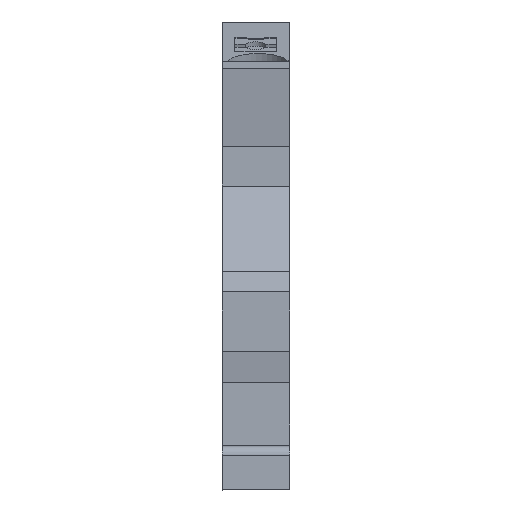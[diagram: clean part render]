
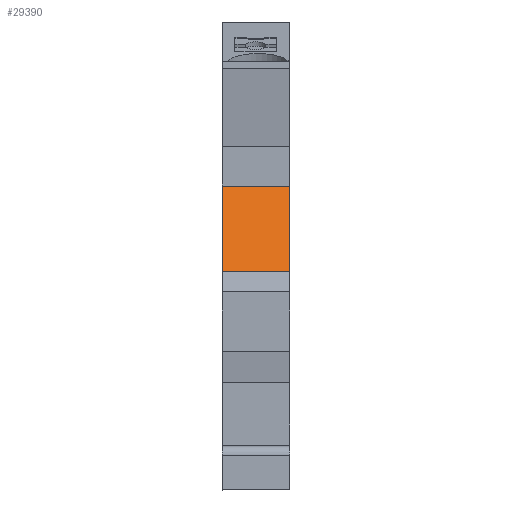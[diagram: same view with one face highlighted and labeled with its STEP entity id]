
A CAD part, front view. The second image highlights one B-rep face of the part: STEP entity #29390.
In plain terms, the highlighted face is planar.
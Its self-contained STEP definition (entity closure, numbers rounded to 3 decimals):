
#3140=CARTESIAN_POINT('',(-97.771,29.664,
0.95));
#3150=VERTEX_POINT('',#3140);
#3180=CARTESIAN_POINT('',(-103.649,15.816,
0.95));
#3190=DIRECTION('',(-0.391,-0.921,
0.));
#3200=VECTOR('',#3190,1.);
#3210=LINE('',#3180,#3200);
#3220=CARTESIAN_POINT('',(-94.479,37.419,
0.95));
#3230=VERTEX_POINT('',#3220);
#3240=EDGE_CURVE('',#3230,#3150,#3210,.T.);
#16230=CARTESIAN_POINT('',(-94.479,37.419,
-5.2));
#16240=VERTEX_POINT('',#16230);
#16270=CARTESIAN_POINT('',(-103.649,15.816,
-5.2));
#16280=DIRECTION('',(-0.391,-0.921,
0.));
#16290=VECTOR('',#16280,1.);
#16300=LINE('',#16270,#16290);
#16310=CARTESIAN_POINT('',(-97.771,29.664,
-5.2));
#16320=VERTEX_POINT('',#16310);
#16330=EDGE_CURVE('',#16240,#16320,#16300,.T.);
#29180=CARTESIAN_POINT('',(-97.771,29.664,
0.95));
#29190=DIRECTION('',(0.921,-0.391,
0.));
#29200=DIRECTION('',(-0.391,-0.921,
0.));
#29210=AXIS2_PLACEMENT_3D('',#29180,#29190,#29200);
#29220=PLANE('',#29210);
#29230=ORIENTED_EDGE('',*,*,#3240,.F.);
#29240=CARTESIAN_POINT('',(-97.771,29.664,
0.95));
#29250=DIRECTION('',(0.,0.,-1.));
#29260=VECTOR('',#29250,1.);
#29270=LINE('',#29240,#29260);
#29280=EDGE_CURVE('',#3150,#16320,#29270,.T.);
#29290=ORIENTED_EDGE('',*,*,#29280,.F.);
#29300=ORIENTED_EDGE('',*,*,#16330,.T.);
#29310=CARTESIAN_POINT('',(-94.479,37.419,
0.95));
#29320=DIRECTION('',(0.,0.,-1.));
#29330=VECTOR('',#29320,1.);
#29340=LINE('',#29310,#29330);
#29350=EDGE_CURVE('',#3230,#16240,#29340,.T.);
#29360=ORIENTED_EDGE('',*,*,#29350,.T.);
#29370=EDGE_LOOP('',(#29360,#29300,#29290,#29230));
#29380=FACE_OUTER_BOUND('',#29370,.T.);
#29390=ADVANCED_FACE('',(#29380),#29220,.F.);
